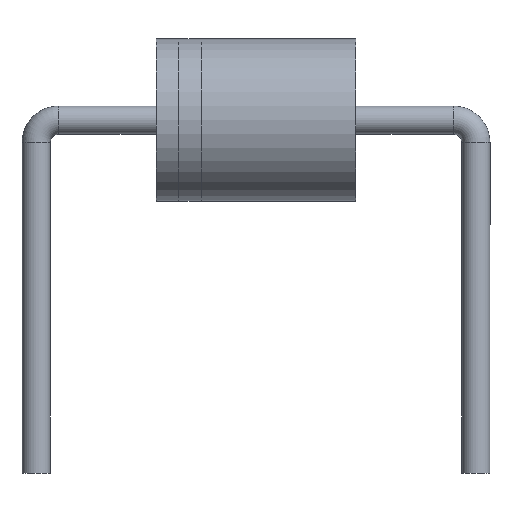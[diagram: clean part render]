
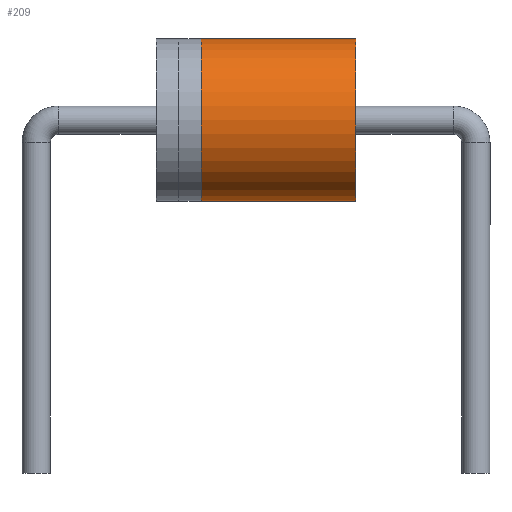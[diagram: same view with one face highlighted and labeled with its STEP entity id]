
A CAD part, top view. The second image highlights one B-rep face of the part: STEP entity #209.
In plain terms, the highlighted cylindrical face has radius 3.6 mm (diameter 7.2 mm), a partial arc.
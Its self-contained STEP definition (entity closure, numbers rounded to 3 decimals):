
#4 = CARTESIAN_POINT ( 'NONE',  ( -29.825, 7.2, 0. ) ) ;
#40 = LINE ( 'NONE', #252, #409 ) ;
#86 = CARTESIAN_POINT ( 'NONE',  ( -2.425, 7.2, 0. ) ) ;
#100 = CIRCLE ( 'NONE', #618, 3.6 ) ;
#123 = CARTESIAN_POINT ( 'NONE',  ( -2.425, 0., 0. ) ) ;
#148 = DIRECTION ( 'NONE',  ( -1., 0., 0. ) ) ;
#161 = DIRECTION ( 'NONE',  ( -1., 0., 0. ) ) ;
#195 = ORIENTED_EDGE ( 'NONE', *, *, #438, .F. ) ;
#209 = ADVANCED_FACE ( 'NONE', ( #655 ), #806, .T. ) ;
#222 = DIRECTION ( 'NONE',  ( -1., 0., 0. ) ) ;
#230 = DIRECTION ( 'NONE',  ( -1., 0., 0. ) ) ;
#252 = CARTESIAN_POINT ( 'NONE',  ( -29.825, 0., 0. ) ) ;
#257 = ORIENTED_EDGE ( 'NONE', *, *, #753, .T. ) ;
#280 = VERTEX_POINT ( 'NONE', #86 ) ;
#294 = CARTESIAN_POINT ( 'NONE',  ( 4.425, 7.2, 0. ) ) ;
#339 = DIRECTION ( 'NONE',  ( -1., 0., 0. ) ) ;
#374 = DIRECTION ( 'NONE',  ( 0., -1., 0. ) ) ;
#377 = CARTESIAN_POINT ( 'NONE',  ( 4.425, 3.6, 0. ) ) ;
#409 = VECTOR ( 'NONE', #339, 1000. ) ;
#432 = AXIS2_PLACEMENT_3D ( 'NONE', #635, #161, #374 ) ;
#438 = EDGE_CURVE ( 'NONE', #699, #451, #40, .T. ) ;
#447 = CIRCLE ( 'NONE', #758, 3.6 ) ;
#451 = VERTEX_POINT ( 'NONE', #123 ) ;
#618 = AXIS2_PLACEMENT_3D ( 'NONE', #377, #222, #638 ) ;
#623 = EDGE_CURVE ( 'NONE', #451, #280, #447, .T. ) ;
#626 = CARTESIAN_POINT ( 'NONE',  ( -2.425, 3.6, 0. ) ) ;
#635 = CARTESIAN_POINT ( 'NONE',  ( -29.825, 3.6, 0. ) ) ;
#638 = DIRECTION ( 'NONE',  ( 0., -1., 0. ) ) ;
#655 = FACE_OUTER_BOUND ( 'NONE', #731, .T. ) ;
#686 = DIRECTION ( 'NONE',  ( 0., -1., 0. ) ) ;
#699 = VERTEX_POINT ( 'NONE', #763 ) ;
#719 = LINE ( 'NONE', #4, #789 ) ;
#731 = EDGE_LOOP ( 'NONE', ( #257, #748, #804, #195 ) ) ;
#748 = ORIENTED_EDGE ( 'NONE', *, *, #766, .T. ) ;
#753 = EDGE_CURVE ( 'NONE', #699, #762, #100, .T. ) ;
#758 = AXIS2_PLACEMENT_3D ( 'NONE', #626, #148, #686 ) ;
#762 = VERTEX_POINT ( 'NONE', #294 ) ;
#763 = CARTESIAN_POINT ( 'NONE',  ( 4.425, 0., 0. ) ) ;
#766 = EDGE_CURVE ( 'NONE', #762, #280, #719, .T. ) ;
#789 = VECTOR ( 'NONE', #230, 1000. ) ;
#804 = ORIENTED_EDGE ( 'NONE', *, *, #623, .F. ) ;
#806 = CYLINDRICAL_SURFACE ( 'NONE', #432, 3.6 ) ;
